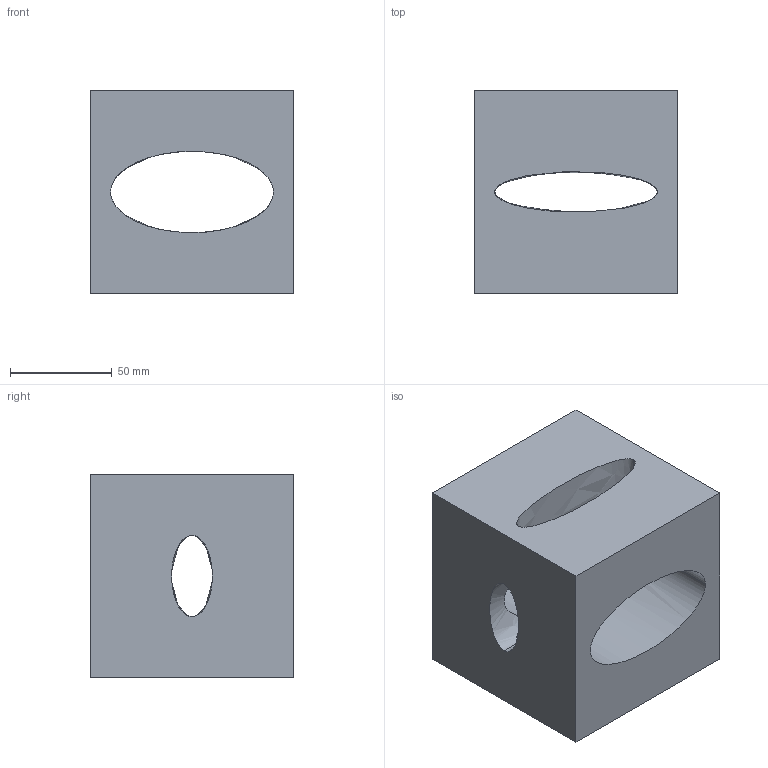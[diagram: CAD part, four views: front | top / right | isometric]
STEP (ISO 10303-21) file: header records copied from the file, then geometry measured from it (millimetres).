
FILE_DESCRIPTION (( 'STEP AP214' ), '1' );
FILE_NAME ('pieno.STEP', '2014-09-05T07:19:42', ( '' ), ( '' ), 'SwSTEP 2.0', 'SolidWorks 2014', '' );
FILE_SCHEMA (( 'AUTOMOTIVE_DESIGN' ));
Length unit declared in the file: millimetre
Products named in the file (1): pieno
Bounding box: 100 x 100 x 100 mm (x, y, z)
Volume: 650690.8 mm3; surface area: 80827.7 mm2
Topology: 1 solids, 1 shells, 18 faces, 56 edges, 36 vertices
Faces by surface type: bspline 12, plane 6
Entity records: 1100 total; most frequent: CARTESIAN_POINT 673, ORIENTED_EDGE 112, EDGE_CURVE 56, DIRECTION 38, VERTEX_POINT 36, LINE 24, EDGE_LOOP 24, VECTOR 24
